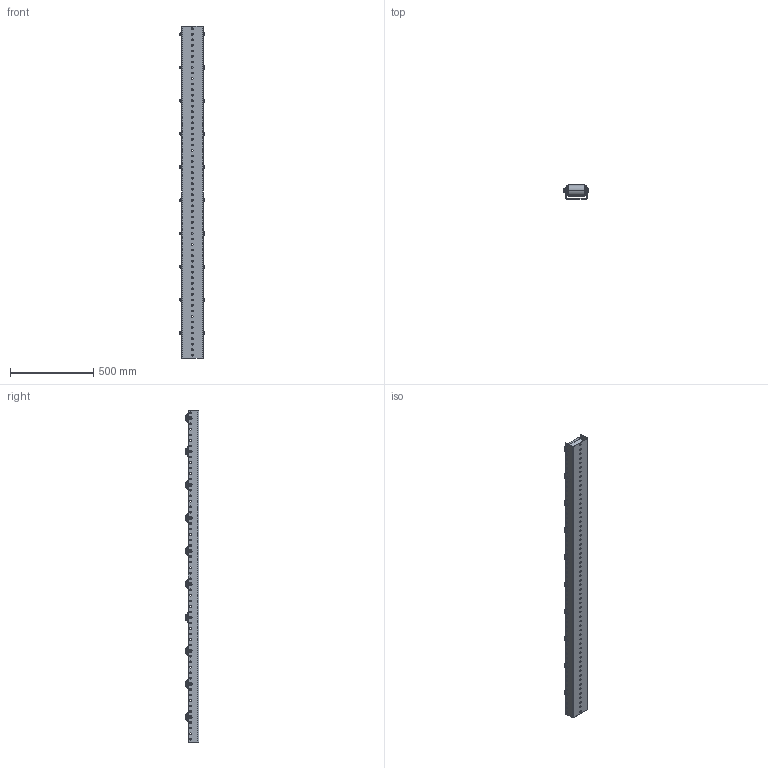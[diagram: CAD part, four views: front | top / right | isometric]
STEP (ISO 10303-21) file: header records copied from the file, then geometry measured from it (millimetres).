
FILE_DESCRIPTION (( 'STEP AP214' ), '1' );
FILE_NAME ('0040339.step', '2021-09-23T09:27:42', ( 'Windows-Benutzer' ), ( '' ), 'SwSTEP 2.0', 'SolidWorks 2020', '' );
FILE_SCHEMA (( 'AUTOMOTIVE_DESIGN' ));
Length unit declared in the file: millimetre
Products named in the file (5): 0046710_Sechskantmutter_DIN980_M10; 0045587_U-65-130-65x3-(2M)_Schienenprofil-NR200-1_KFG_0045587 L=2000; 0040339; hex bolt gradeab_din_ISO 4014 - M10 x 100 x 26-N; K0024322_NR-210-60-10-PVC2mm
Assembly tree (31 placements, depth 2):
  0040339
    0045587_U-65-130-65x3-(2M)_Schienenprofil-NR200-1_KFG_0045587 L=2000
    0046710_Sechskantmutter_DIN980_M10  x10
    hex bolt gradeab_din_ISO 4014 - M10 x 100 x 26-N  x10
    K0024322_NR-210-60-10-PVC2mm  x10
Bounding box: 146.4 x 82 x 2000 mm (x, y, z)
Volume: 1572015.6 mm3; surface area: 1624519.7 mm2
Topology: 21 solids, 41 shells, 1676 faces, 3816 edges, 2312 vertices
Faces by surface type: cylinder 688, plane 368, cone 320, torus 300
Entity records: 18844 total; most frequent: DIRECTION 3360, CARTESIAN_POINT 3094, ORIENTED_EDGE 2804, AXIS2_PLACEMENT_3D 1446, EDGE_CURVE 1404, VERTEX_POINT 908, CIRCLE 896, EDGE_LOOP 890
